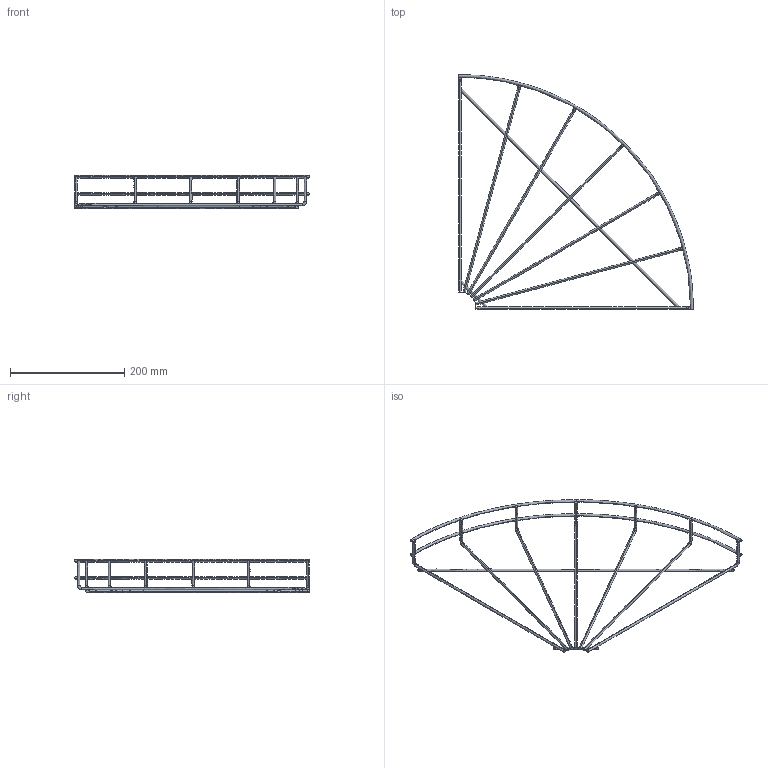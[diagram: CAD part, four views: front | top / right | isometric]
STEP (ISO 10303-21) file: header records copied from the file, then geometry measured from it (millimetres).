
FILE_DESCRIPTION(/* description */ (''),/* implementation_level */ '2;1');
FILE_NAME(/* name */ '6002242',/* time_stamp */ '2013-07-15T10:07:48+02:00',/* author */ (''),/* organization */ (''),/* preprocessor_version */ 'ST-DEVELOPER v15',/* originating_system */ '',/* authorisation */ '');
FILE_SCHEMA (('AUTOMOTIVE_DESIGN'));
Length unit declared in the file: millimetre
Products named in the file (1): Document
Bounding box: 410.36 x 410.36 x 58 mm (x, y, z)
Volume: 84246.7 mm3; surface area: 72089.1 mm2
Topology: 11 solids, 11 shells, 72 faces, 130 edges, 80 vertices
Faces by surface type: bspline 50, plane 22
Entity records: 3687 total; most frequent: CARTESIAN_POINT 2850, ORIENTED_EDGE 260, EDGE_CURVE 130, VERTEX_POINT 80, ADVANCED_FACE 72, FACE_OUTER_BOUND 72, EDGE_LOOP 72, B_SPLINE_CURVE_WITH_KNOTS 30
